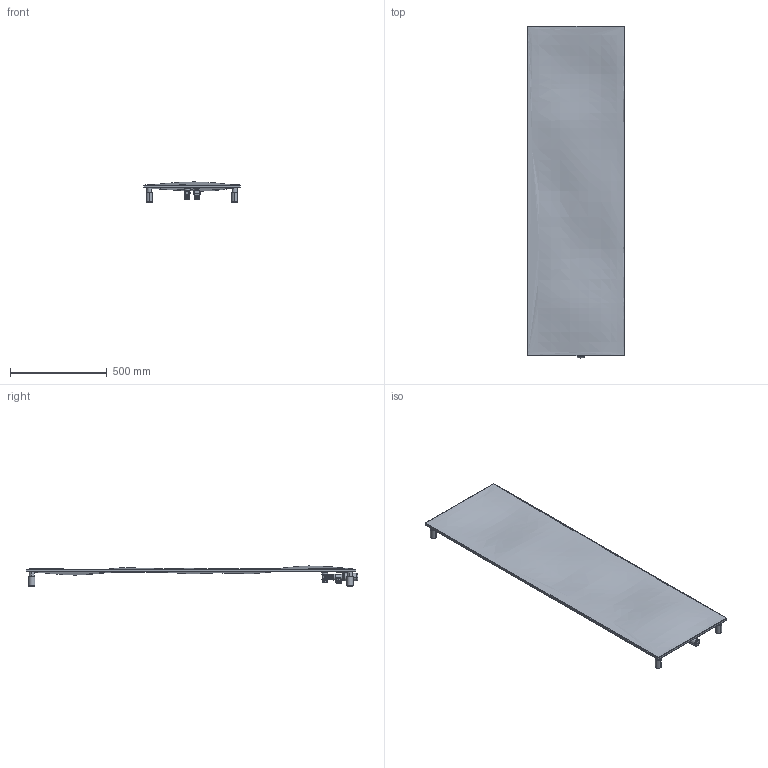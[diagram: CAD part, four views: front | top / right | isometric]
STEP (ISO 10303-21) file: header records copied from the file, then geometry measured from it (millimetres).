
FILE_DESCRIPTION((''),'2;1');
FILE_NAME('3540640130001_3D_SITO_ASM','2022-10-21T17:39:45',('pc104'),(''),'CREO PARAMETRIC BY PTC INC, 2022124','CREO PARAMETRIC BY PTC INC, 2022124','');
FILE_SCHEMA(('AUTOMOTIVE_DESIGN { 1 0 10303 214 1 1 1 1 }'));
Products named in the file (23): 3540640130001_3D_SITO; 599199_AN_OTTONE_18; 599199_AN_GOMMA_18; 1991990000018_ASM; 1109000000003; 1006171240047; 1011181240002; 1103000000102_ASM; CORPO_VALVOLA_ELEGANT_SQUAD_TER; VITONE_PER_TESTA_TERMOSTATICA; RIDUTTORE_VALVOLA_ELEGANT; GHIERA_D_22_VAL_ELEGANT; GUARNIZIONE_CONICA_VALV_ELEGANT; ANELLO_VALVOLA_ELEGANT; AN_STRINGITUBO_14_VAL_ELEGANT; GHIERA_D_17_VAL_ELEGANT; VALV_TERMOSTATIZZABILE_HUMAN_L_ASM; CORPO_VALVOLA_ELEGANT_SQUAD; TAPPO_DETENTORA_VAL_ELEGANT; DETENTORE_ELE_SQ_HUMAN_LIVING_ASM; 1103000000288_AF0_ASM; 1035271430007; 3540640130001_3D_SITO_ASM
Assembly tree (36 placements, depth 4):
  3540640130001_3D_SITO_ASM
    3540640130001_3D_SITO
    1103000000102_ASM
      1991990000018_ASM  x6
        599199_AN_OTTONE_18
        599199_AN_GOMMA_18
      1109000000003  x2
      1006171240047  x2
      1011181240002  x2
    1103000000288_AF0_ASM
      VALV_TERMOSTATIZZABILE_HUMAN_L_ASM
        CORPO_VALVOLA_ELEGANT_SQUAD_TER
        VITONE_PER_TESTA_TERMOSTATICA
        RIDUTTORE_VALVOLA_ELEGANT
        GHIERA_D_22_VAL_ELEGANT
        GUARNIZIONE_CONICA_VALV_ELEGANT
        ANELLO_VALVOLA_ELEGANT
        AN_STRINGITUBO_14_VAL_ELEGANT
        GHIERA_D_17_VAL_ELEGANT
      DETENTORE_ELE_SQ_HUMAN_LIVING_ASM
        CORPO_VALVOLA_ELEGANT_SQUAD
        TAPPO_DETENTORA_VAL_ELEGANT
        RIDUTTORE_VALVOLA_ELEGANT
        GHIERA_D_22_VAL_ELEGANT
        GUARNIZIONE_CONICA_VALV_ELEGANT
        ANELLO_VALVOLA_ELEGANT
        AN_STRINGITUBO_14_VAL_ELEGANT
        GHIERA_D_17_VAL_ELEGANT
    1035271430007
Bounding box: 500 x 1711.5 x 103.27 mm (x, y, z)
Volume: 12351206.8 mm3; surface area: 1912826.1 mm2
Topology: 36 solids, 60 shells, 1406 faces, 3219 edges, 1979 vertices
Faces by surface type: cylinder 524, plane 406, torus 198, cone 156, bspline 112, sphere 10
Entity records: 60250 total; most frequent: CARTESIAN_POINT 20736, DIRECTION 5440, ORIENTED_EDGE 4150, AXIS2_PLACEMENT_3D 2197, EDGE_CURVE 2099, PROPERTY_DEFINITION 2053, REPRESENTATION 2027, PROPERTY_DEFINITION_REPRESENTATION 2027
